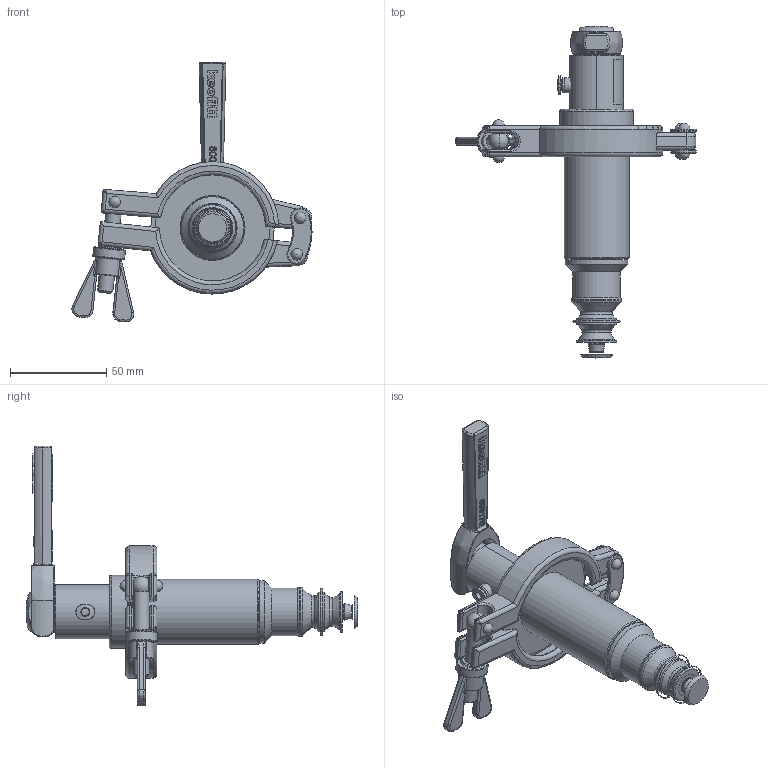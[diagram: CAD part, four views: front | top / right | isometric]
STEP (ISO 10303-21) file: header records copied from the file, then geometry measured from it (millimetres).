
FILE_DESCRIPTION(/* description */ ('This is a sample STEP configuration'),/* implementation_level */ '2;1');
FILE_NAME(/* name */ '865544.stp',/* time_stamp */ '2021-12-09T14:52:26+01:00',/* author */ ('powerJobs'),/* organization */ ('coolOrange'),/* preprocessor_version */ 'ST-DEVELOPER v18.1',/* originating_system */ 'Autodesk Inventor 2022',/* authorisation */ '');
FILE_SCHEMA (('AUTOMOTIVE_DESIGN { 1 0 10303 214 3 1 1 }'));
Length unit declared in the file: millimetre
Products named in the file (1): 865544
Bounding box: 124.53 x 172.1 x 134.77 mm (x, y, z)
Volume: 190681.7 mm3; surface area: 87687.3 mm2
Topology: 16 solids, 16 shells, 990 faces, 2413 edges, 1519 vertices
Faces by surface type: plane 362, bspline 222, cylinder 221, torus 110, cone 59, sphere 16
Full cylindrical faces by diameter (mm): 2.4 x1, 3 x1, 4 x4, 4.3 x1, 4.917 x1, 5 x1, 5.05 x1, 5.4 x1, 5.6 x1, 6 x4, 6.25 x1, 6.3 x1, 6.6 x1, 7 x1, 7.4 x1, 7.7 x1, 7.8 x2, 8 x5, 9 x1, 9.9 x1, 10 x2, 10.1 x2, 11.1 x2, 11.5 x1, 11.85 x1, 12 x3, 13.1 x1, 14 x2, 14.1 x1, 15.75 x1
Entity records: 34034 total; most frequent: CARTESIAN_POINT 10894, ORIENTED_EDGE 4780, DIRECTION 4147, EDGE_CURVE 2390, AXIS2_PLACEMENT_3D 1546, VERTEX_POINT 1519, EDGE_LOOP 1103, LINE 1055
